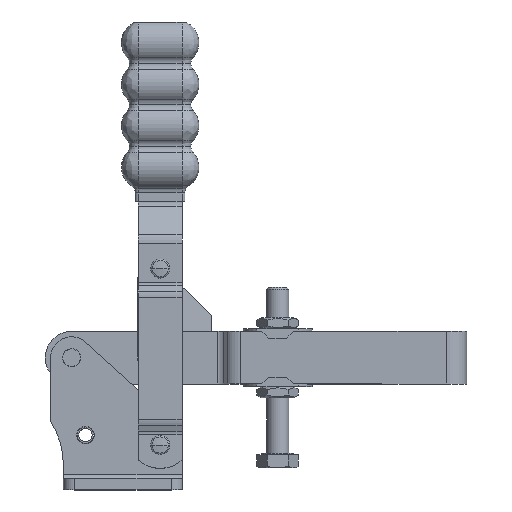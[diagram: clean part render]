
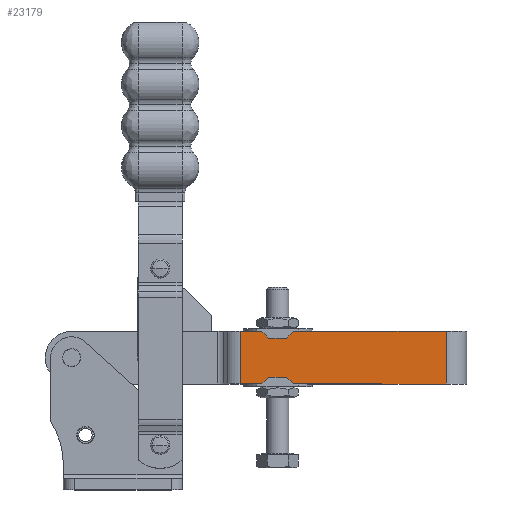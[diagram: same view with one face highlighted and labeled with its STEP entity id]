
A CAD part, top view. The second image highlights one B-rep face of the part: STEP entity #23179.
In plain terms, the highlighted planar face has unit normal (0, 0, 1).
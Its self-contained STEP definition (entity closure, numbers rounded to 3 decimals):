
#21681=CARTESIAN_POINT('',(251.052,123.106,4.25));
#21682=VERTEX_POINT('',#21681);
#21690=CARTESIAN_POINT('',(176.62,123.759,4.25));
#21691=VERTEX_POINT('',#21690);
#21692=CARTESIAN_POINT('',(251.052,123.106,4.25));
#21693=DIRECTION('',(-1.,0.009,0.));
#21694=VECTOR('',#21693,74.435);
#21695=LINE('',#21692,#21694);
#21696=EDGE_CURVE('',#21682,#21691,#21695,.T.);
#22749=CARTESIAN_POINT('',(176.787,142.808,4.25));
#22750=VERTEX_POINT('',#22749);
#22758=CARTESIAN_POINT('',(251.219,142.155,4.25));
#22759=VERTEX_POINT('',#22758);
#22760=CARTESIAN_POINT('',(251.219,142.155,4.25));
#22761=DIRECTION('',(-1.,0.009,0.));
#22762=VECTOR('',#22761,74.435);
#22763=LINE('',#22760,#22762);
#22764=EDGE_CURVE('',#22759,#22750,#22763,.T.);
#23066=CARTESIAN_POINT('',(176.787,142.808,4.25));
#23067=DIRECTION('',(-0.009,-1.,0.0));
#23068=VECTOR('',#23067,19.05);
#23069=LINE('',#23066,#23068);
#23070=EDGE_CURVE('',#22750,#21691,#23069,.T.);
#23157=CARTESIAN_POINT('',(251.052,123.106,4.25));
#23158=DIRECTION('',(0.009,1.,0.0));
#23159=VECTOR('',#23158,19.05);
#23160=LINE('',#23157,#23159);
#23161=EDGE_CURVE('',#21682,#22759,#23160,.T.);
#23168=CARTESIAN_POINT('',(251.052,123.106,4.25));
#23169=DIRECTION('',(0.0,0.0,1.0));
#23170=DIRECTION('',(1.,-0.009,0.0));
#23171=AXIS2_PLACEMENT_3D('',#23168,#23169,#23170);
#23172=PLANE('',#23171);
#23173=ORIENTED_EDGE('',*,*,#23070,.T.);
#23174=ORIENTED_EDGE('',*,*,#21696,.F.);
#23175=ORIENTED_EDGE('',*,*,#23161,.T.);
#23176=ORIENTED_EDGE('',*,*,#22764,.T.);
#23177=EDGE_LOOP('',(#23173,#23174,#23175,#23176));
#23178=FACE_OUTER_BOUND('',#23177,.T.);
#23179=ADVANCED_FACE('',(#23178),#23172,.T.);
